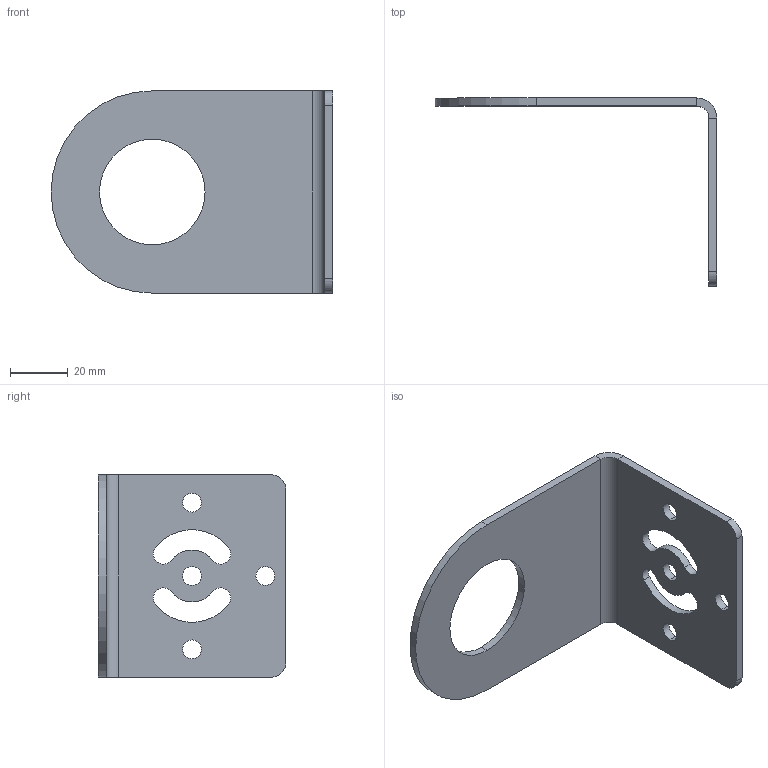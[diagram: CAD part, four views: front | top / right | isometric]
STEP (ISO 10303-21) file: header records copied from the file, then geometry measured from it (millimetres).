
FILE_DESCRIPTION((''),'2;1');
FILE_NAME('226940_EP01_ASM','2022-01-04T15:11:47',('PDMAdmin'),('BANNER ENGINEERING'),'CREO PARAMETRIC BY PTC INC, 2019292','CREO PARAMETRIC BY PTC INC, 2019292','');
FILE_SCHEMA(('CONFIG_CONTROL_DESIGN'));
Length unit declared in the file: millimetre
Products named in the file (2): 226940_EP01; 226940_EP01_ASM
Assembly tree (1 placements, depth 2):
  226940_EP01_ASM
    226940_EP01
Bounding box: 97.5 x 65 x 70 mm (x, y, z)
Volume: 24653.1 mm3; surface area: 19883.9 mm2
Topology: 1 solids, 1 shells, 34 faces, 88 edges, 56 vertices
Faces by surface type: cylinder 23, plane 11
Entity records: 1149 total; most frequent: DIRECTION 208, CARTESIAN_POINT 181, ORIENTED_EDGE 176, EDGE_CURVE 88, AXIS2_PLACEMENT_3D 83, VERTEX_POINT 56, EDGE_LOOP 48, CIRCLE 46
